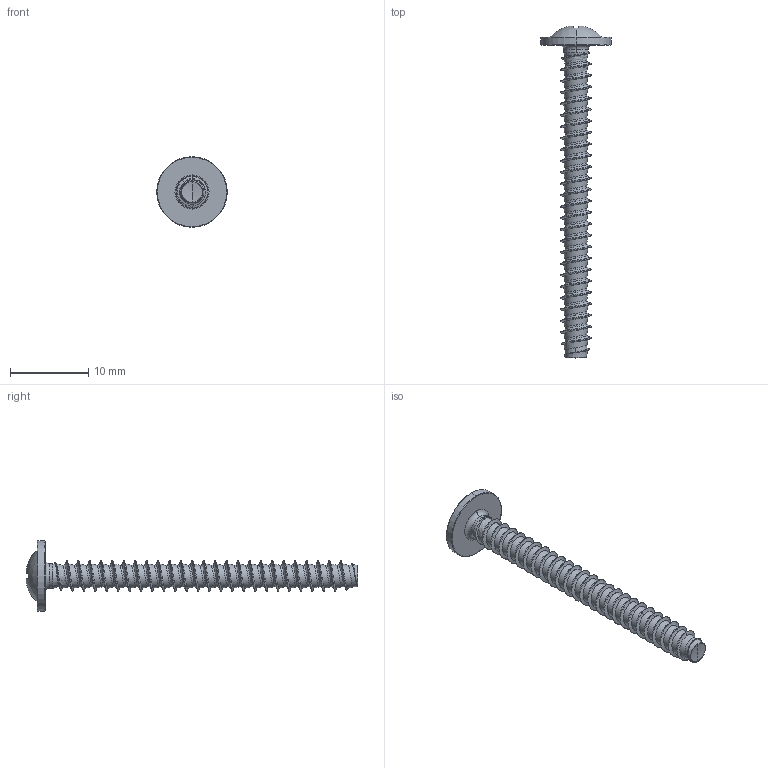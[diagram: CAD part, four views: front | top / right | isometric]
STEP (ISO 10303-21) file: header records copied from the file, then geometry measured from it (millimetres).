
FILE_DESCRIPTION (( 'STEP AP203' ), '1' );
FILE_NAME ('STP310400400.STEP', '2017-08-15T13:20:40', ( '' ), ( '' ), 'SwSTEP 2.0', 'SolidWorks 2015', '' );
FILE_SCHEMA (( 'CONFIG_CONTROL_DESIGN' ));
Products named in the file (1): STP310400400
Bounding box: 9 x 42.44 x 9 mm (x, y, z)
Volume: 380.5 mm3; surface area: 764.1 mm2
Topology: 1 solids, 1 shells, 221 faces, 529 edges, 311 vertices
Faces by surface type: cylinder 80, bspline 51, torus 30, sphere 28, plane 23, cone 9
Entity records: 38811 total; most frequent: CARTESIAN_POINT 34188, ORIENTED_EDGE 1054, DIRECTION 847, EDGE_CURVE 527, AXIS2_PLACEMENT_3D 367, VERTEX_POINT 311, EDGE_LOOP 224, FACE_OUTER_BOUND 221
